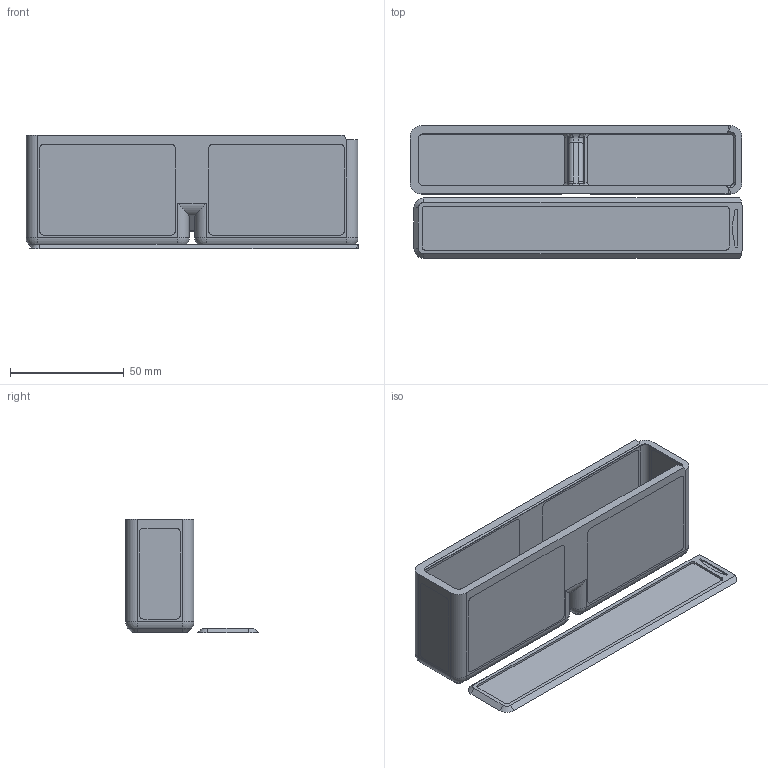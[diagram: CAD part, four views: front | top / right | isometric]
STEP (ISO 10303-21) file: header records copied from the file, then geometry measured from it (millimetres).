
FILE_DESCRIPTION(/* description */ ('STEP AP242','CAx-IF Rec.Pracs.---Representation and Presentation of Product Manufacturing Information (PMI)---4.0---2014-10-13','CAx-IF Rec.Pracs.---3D Tessellated Geometry---0.4---2014-09-14','2;1'),/* implementation_level */ '2;1');
FILE_NAME(/* name */ '687267fc9ea3db22f4a93c67',/* time_stamp */ '2025-07-12T13:49:49Z',/* author */ (''),/* organization */ (''),/* preprocessor_version */ 'ST-DEVELOPER v20',/* originating_system */ 'ONSHAPE BY PTC INC, 1.200',/* authorisation */ ' ');
FILE_SCHEMA (('AP242_MANAGED_MODEL_BASED_3D_ENGINEERING_MIM_LF { 1 0 10303 442 1 1 4 }'));
Length unit declared in the file: metre
Products named in the file (9): BASE - Insert; BASE; LID - Insert; LID
Bounding box: 146 x 58.3 x 50 mm (x, y, z)
Volume: 45426.8 mm3; surface area: 55330.2 mm2
Topology: 9 solids, 9 shells, 280 faces, 702 edges, 426 vertices
Faces by surface type: plane 129, cylinder 99, cone 28, sphere 16, bspline 6, torus 2
Entity records: 8589 total; most frequent: CARTESIAN_POINT 1587, DIRECTION 1488, ORIENTED_EDGE 1372, EDGE_CURVE 686, AXIS2_PLACEMENT_3D 531, LINE 426, VECTOR 426, VERTEX_POINT 426
